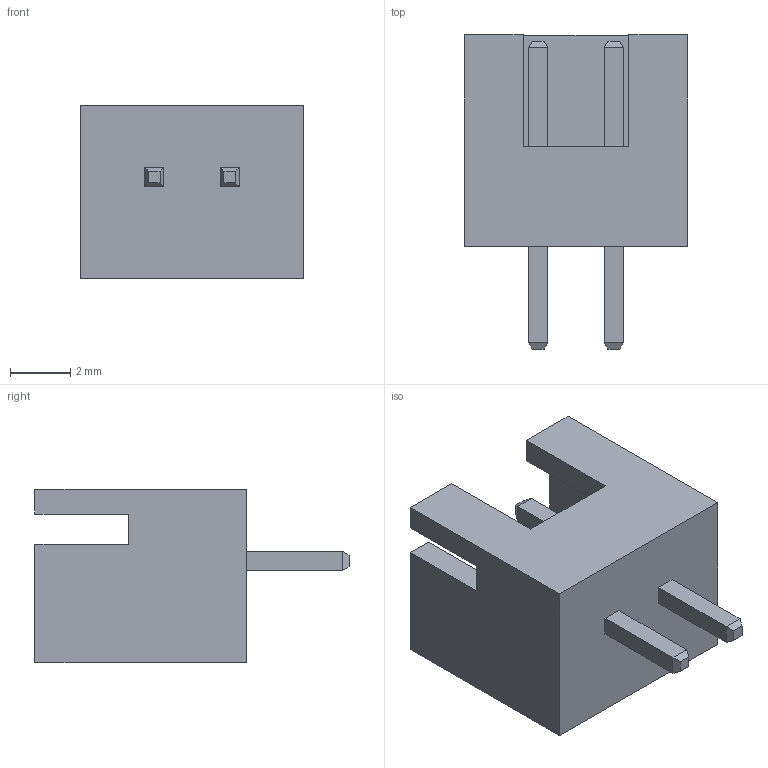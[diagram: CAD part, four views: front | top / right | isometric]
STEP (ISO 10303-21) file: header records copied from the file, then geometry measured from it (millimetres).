
FILE_DESCRIPTION (( 'STEP AP214' ), '1' );
FILE_NAME ('5C4AB7C0-4F39-4820-B8E6-CB5CECC23559.STEP', '2022-12-16T01:40:19', ( '' ), ( '' ), 'SwSTEP 2.0', 'SolidWorks 2022', '' );
FILE_SCHEMA (( 'AUTOMOTIVE_DESIGN' ));
Length unit declared in the file: millimetre
Products named in the file (1): 5C4AB7C0-4F39-4820-B8E6-CB5CECC23559
Bounding box: 7.4 x 10.4 x 5.75 mm (x, y, z)
Volume: 178.4 mm3; surface area: 382.2 mm2
Topology: 5 solids, 5 shells, 60 faces, 134 edges, 84 vertices
Faces by surface type: plane 60
Entity records: 1680 total; most frequent: CARTESIAN_POINT 279, ORIENTED_EDGE 268, DIRECTION 256, EDGE_CURVE 134, VECTOR 134, LINE 134, VERTEX_POINT 84, AXIS2_PLACEMENT_3D 61
